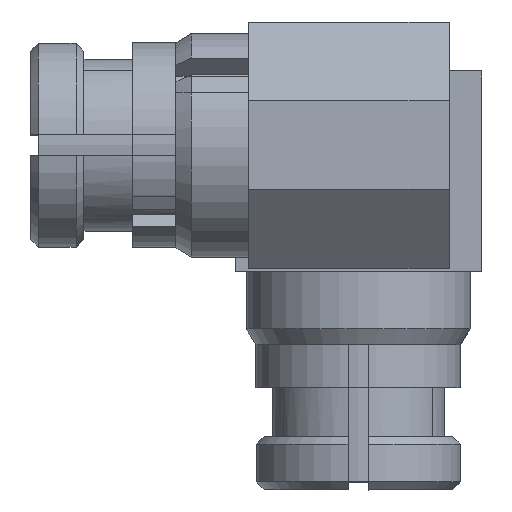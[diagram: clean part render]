
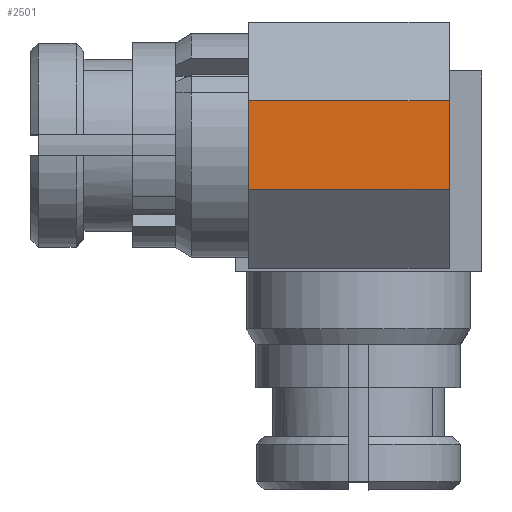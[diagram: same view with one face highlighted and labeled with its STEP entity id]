
A CAD part, top view. The second image highlights one B-rep face of the part: STEP entity #2501.
In plain terms, the highlighted face is planar.
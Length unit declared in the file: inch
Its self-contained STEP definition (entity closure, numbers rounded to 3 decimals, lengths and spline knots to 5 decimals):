
#135 = EDGE_CURVE ( 'NONE', #1213, #1956, #3376, .T. ) ;
#200 = CARTESIAN_POINT ( 'NONE',  ( 0.265, 0.078, 0.078 ) ) ;
#539 = DIRECTION ( 'NONE',  ( 0., 0., 1. ) ) ;
#726 = DIRECTION ( 'NONE',  ( 0., 0., -1. ) ) ;
#728 = AXIS2_PLACEMENT_3D ( 'NONE', #1909, #4256, #831 ) ;
#798 = CARTESIAN_POINT ( 'NONE',  ( 0.138, 0.078, -0.028 ) ) ;
#831 = DIRECTION ( 'NONE',  ( 0., 0., -1. ) ) ;
#835 = VECTOR ( 'NONE', #539, 39.37008 ) ;
#868 = VECTOR ( 'NONE', #4105, 39.37008 ) ;
#1044 = CARTESIAN_POINT ( 'NONE',  ( 0.403, 0.078, -0.028 ) ) ;
#1213 = VERTEX_POINT ( 'NONE', #3051 ) ;
#1236 = FACE_OUTER_BOUND ( 'NONE', #2997, .T. ) ;
#1420 = ORIENTED_EDGE ( 'NONE', *, *, #135, .F. ) ;
#1475 = VERTEX_POINT ( 'NONE', #1480 ) ;
#1480 = CARTESIAN_POINT ( 'NONE',  ( 0.265, 0.078, 0.028 ) ) ;
#1504 = ORIENTED_EDGE ( 'NONE', *, *, #3659, .F. ) ;
#1909 = CARTESIAN_POINT ( 'NONE',  ( 0.75062, 0.078, 0.078 ) ) ;
#1956 = VERTEX_POINT ( 'NONE', #798 ) ;
#1997 = VECTOR ( 'NONE', #3390, 39.37008 ) ;
#2152 = LINE ( 'NONE', #200, #835 ) ;
#2388 = EDGE_CURVE ( 'NONE', #1213, #1475, #3401, .T. ) ;
#2501 = ADVANCED_FACE ( 'NONE', ( #1236 ), #2528, .F. ) ;
#2528 = PLANE ( 'NONE',  #728 ) ;
#2550 = CARTESIAN_POINT ( 'NONE',  ( 0.265, 0.078, -0.028 ) ) ;
#2740 = ORIENTED_EDGE ( 'NONE', *, *, #2388, .T. ) ;
#2863 = VERTEX_POINT ( 'NONE', #2550 ) ;
#2997 = EDGE_LOOP ( 'NONE', ( #1420, #2740, #1504, #3653 ) ) ;
#3024 = CARTESIAN_POINT ( 'NONE',  ( 0.138, 0.078, 0.078 ) ) ;
#3051 = CARTESIAN_POINT ( 'NONE',  ( 0.138, 0.078, 0.028 ) ) ;
#3376 = LINE ( 'NONE', #3024, #3927 ) ;
#3390 = DIRECTION ( 'NONE',  ( 1., 0., 0. ) ) ;
#3401 = LINE ( 'NONE', #3438, #868 ) ;
#3438 = CARTESIAN_POINT ( 'NONE',  ( 0.403, 0.078, 0.028 ) ) ;
#3653 = ORIENTED_EDGE ( 'NONE', *, *, #3968, .F. ) ;
#3659 = EDGE_CURVE ( 'NONE', #2863, #1475, #2152, .T. ) ;
#3927 = VECTOR ( 'NONE', #726, 39.37008 ) ;
#3968 = EDGE_CURVE ( 'NONE', #1956, #2863, #3988, .T. ) ;
#3988 = LINE ( 'NONE', #1044, #1997 ) ;
#4105 = DIRECTION ( 'NONE',  ( 1., 0., 0. ) ) ;
#4256 = DIRECTION ( 'NONE',  ( 0., -1., 0. ) ) ;
